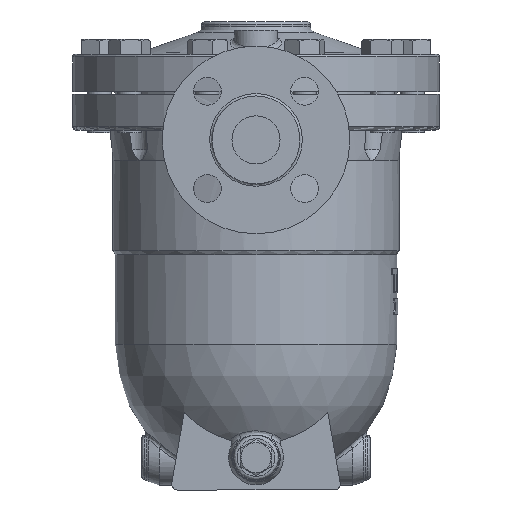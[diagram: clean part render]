
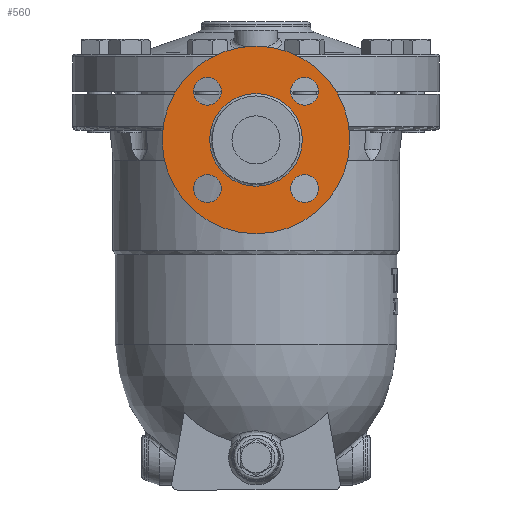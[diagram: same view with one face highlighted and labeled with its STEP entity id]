
A CAD part, left-side view. The second image highlights one B-rep face of the part: STEP entity #560.
In plain terms, the highlighted free-form (B-spline) face has degree [1, 1] with [2, 2] control points.
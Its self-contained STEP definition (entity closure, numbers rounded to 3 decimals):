
#433=CARTESIAN_POINT('',(-235.6,0.,0.5));
#434=VERTEX_POINT('',#433);
#435=CARTESIAN_POINT('',(-235.6,0.0,-38.));
#436=DIRECTION('',(-1.0,0.0,0.0));
#437=DIRECTION('',(0.0,0.0,-1.0));
#438=AXIS2_PLACEMENT_3D('',#435,#436,#437);
#439=CIRCLE('',#438,38.5);
#440=EDGE_CURVE('',#434,#434,#439,.T.);
#497=CARTESIAN_POINT('',(-235.6,78.0,40.));
#498=CARTESIAN_POINT('',(-235.6,78.0,-116.));
#499=CARTESIAN_POINT('',(-235.6,-78.0,40.));
#500=CARTESIAN_POINT('',(-235.6,-78.0,-116.));
#501=B_SPLINE_SURFACE_WITH_KNOTS('',1,1,((#497,#499),(#498,#500)),.UNSPECIFIED.,.F.,.F.,.U.,(2,2),(2,2),(0.0,156.0),(0.0,156.0),.UNSPECIFIED.);
#502=CARTESIAN_POINT('',(-235.6,0.0,40.));
#503=VERTEX_POINT('',#502);
#504=CARTESIAN_POINT('',(-235.6,0.0,-38.));
#505=DIRECTION('',(-1.0,0.0,0.0));
#506=DIRECTION('',(0.0,0.0,1.0));
#507=AXIS2_PLACEMENT_3D('',#504,#505,#506);
#508=CIRCLE('',#507,78.0);
#509=EDGE_CURVE('',#503,#503,#508,.T.);
#510=ORIENTED_EDGE('',*,*,#509,.T.);
#511=EDGE_LOOP('',(#510));
#512=FACE_OUTER_BOUND('',#511,.T.);
#513=CARTESIAN_POINT('',(-235.6,40.411,-9.089));
#514=VERTEX_POINT('',#513);
#515=CARTESIAN_POINT('',(-235.6,40.411,2.411));
#516=DIRECTION('',(1.0,0.0,0.0));
#517=DIRECTION('',(0.0,0.0,-1.0));
#518=AXIS2_PLACEMENT_3D('',#515,#516,#517);
#519=CIRCLE('',#518,11.5);
#520=EDGE_CURVE('',#514,#514,#519,.T.);
#521=ORIENTED_EDGE('',*,*,#520,.T.);
#522=EDGE_LOOP('',(#521));
#523=FACE_BOUND('',#522,.T.);
#524=CARTESIAN_POINT('',(-235.6,28.911,-78.411));
#525=VERTEX_POINT('',#524);
#526=CARTESIAN_POINT('',(-235.6,40.411,-78.411));
#527=DIRECTION('',(1.0,0.0,0.0));
#528=DIRECTION('',(0.0,-1.0,0.0));
#529=AXIS2_PLACEMENT_3D('',#526,#527,#528);
#530=CIRCLE('',#529,11.5);
#531=EDGE_CURVE('',#525,#525,#530,.T.);
#532=ORIENTED_EDGE('',*,*,#531,.T.);
#533=EDGE_LOOP('',(#532));
#534=FACE_BOUND('',#533,.T.);
#535=CARTESIAN_POINT('',(-235.6,-40.411,-66.911));
#536=VERTEX_POINT('',#535);
#537=CARTESIAN_POINT('',(-235.6,-40.411,-78.411));
#538=DIRECTION('',(1.0,0.0,0.0));
#539=DIRECTION('',(0.0,0.0,1.0));
#540=AXIS2_PLACEMENT_3D('',#537,#538,#539);
#541=CIRCLE('',#540,11.5);
#542=EDGE_CURVE('',#536,#536,#541,.T.);
#543=ORIENTED_EDGE('',*,*,#542,.T.);
#544=EDGE_LOOP('',(#543));
#545=FACE_BOUND('',#544,.T.);
#546=CARTESIAN_POINT('',(-235.6,-28.911,2.411));
#547=VERTEX_POINT('',#546);
#548=CARTESIAN_POINT('',(-235.6,-40.411,2.411));
#549=DIRECTION('',(1.0,0.0,0.0));
#550=DIRECTION('',(0.0,1.0,0.0));
#551=AXIS2_PLACEMENT_3D('',#548,#549,#550);
#552=CIRCLE('',#551,11.5);
#553=EDGE_CURVE('',#547,#547,#552,.T.);
#554=ORIENTED_EDGE('',*,*,#553,.T.);
#555=EDGE_LOOP('',(#554));
#556=FACE_BOUND('',#555,.T.);
#557=ORIENTED_EDGE('',*,*,#440,.F.);
#558=EDGE_LOOP('',(#557));
#559=FACE_BOUND('',#558,.T.);
#560=ADVANCED_FACE('',(#512,#523,#534,#545,#556,#559),#501,.T.);
